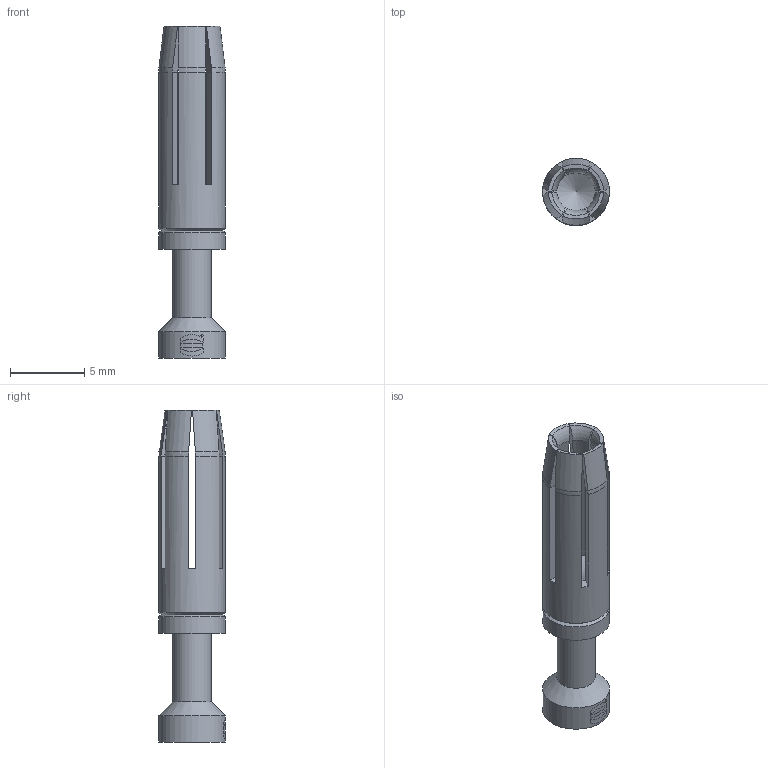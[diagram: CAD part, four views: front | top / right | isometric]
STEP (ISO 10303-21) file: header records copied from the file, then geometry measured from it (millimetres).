
FILE_DESCRIPTION(/* description */ (''),/* implementation_level */ '2;1');
FILE_NAME(/* name */ '100554047ugm000_d.stp',/* time_stamp */ '2022-03-11T18:59:18+01:00',/* author */ (''),/* organization */ (''),/* preprocessor_version */ 'ST-DEVELOPER v16.7',/* originating_system */ 'SIEMENS PLM Software NX 1911',/* authorisation */ '');
FILE_SCHEMA (('AUTOMOTIVE_DESIGN { 1 0 10303 214 3 1 1 1 }'));
Length unit declared in the file: millimetre
Products named in the file (1): 100554047ugm000_d
Bounding box: 4.5 x 4.5 x 22.3 mm (x, y, z)
Volume: 181.3 mm3; surface area: 497.9 mm2
Topology: 1 solids, 1 shells, 88 faces, 217 edges, 136 vertices
Faces by surface type: plane 38, cylinder 27, sphere 12, torus 6, cone 5
Full cylindrical faces by diameter (mm): 1.48 x1, 2.6 x1, 4.5 x3
Entity records: 2757 total; most frequent: CARTESIAN_POINT 603, DIRECTION 484, ORIENTED_EDGE 406, AXIS2_PLACEMENT_3D 209, EDGE_CURVE 203, VERTEX_POINT 133, EDGE_LOOP 102, CIRCLE 96
